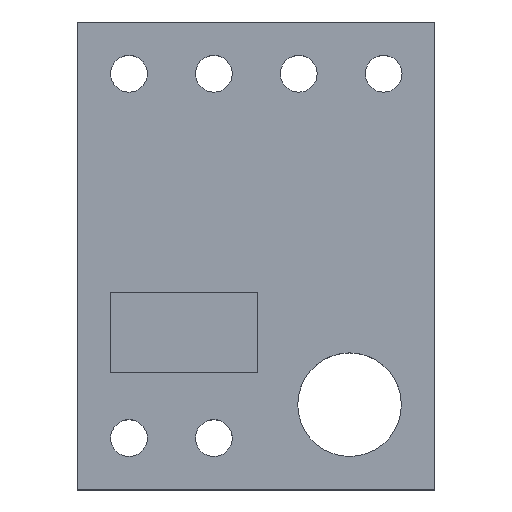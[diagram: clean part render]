
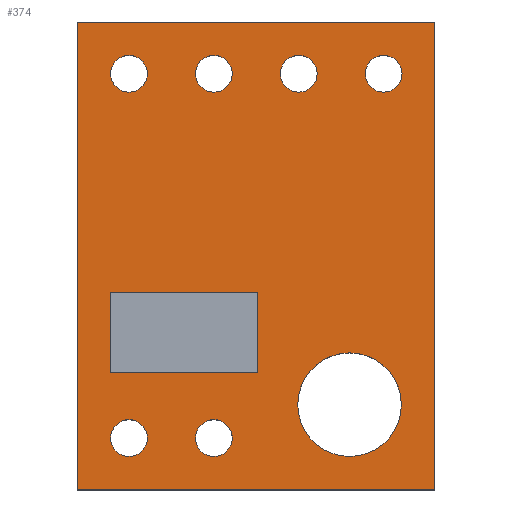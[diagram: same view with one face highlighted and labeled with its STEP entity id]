
A CAD part, top view. The second image highlights one B-rep face of the part: STEP entity #374.
In plain terms, the highlighted planar face has unit normal (0, 0, 1).
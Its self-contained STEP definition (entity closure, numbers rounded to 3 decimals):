
#14=FACE_BOUND('',#75,.T.);
#15=FACE_BOUND('',#76,.T.);
#16=FACE_BOUND('',#77,.T.);
#17=FACE_BOUND('',#78,.T.);
#18=FACE_BOUND('',#79,.T.);
#19=FACE_BOUND('',#80,.T.);
#20=FACE_BOUND('',#81,.T.);
#21=FACE_BOUND('',#82,.T.);
#38=PLANE('',#429);
#56=FACE_OUTER_BOUND('',#74,.T.);
#74=EDGE_LOOP('',(#306,#307,#308,#309));
#75=EDGE_LOOP('',(#310));
#76=EDGE_LOOP('',(#311));
#77=EDGE_LOOP('',(#312));
#78=EDGE_LOOP('',(#313));
#79=EDGE_LOOP('',(#314));
#80=EDGE_LOOP('',(#315));
#81=EDGE_LOOP('',(#316));
#82=EDGE_LOOP('',(#317,#318,#319,#320));
#98=LINE('',#574,#129);
#102=LINE('',#582,#133);
#105=LINE('',#588,#136);
#108=LINE('',#593,#139);
#110=LINE('',#599,#141);
#114=LINE('',#607,#145);
#117=LINE('',#613,#148);
#120=LINE('',#618,#151);
#129=VECTOR('',#484,10.);
#133=VECTOR('',#490,10.);
#136=VECTOR('',#495,10.);
#139=VECTOR('',#500,10.);
#141=VECTOR('',#506,10.);
#145=VECTOR('',#512,10.);
#148=VECTOR('',#517,10.);
#151=VECTOR('',#522,10.);
#153=CIRCLE('',#400,0.55);
#155=CIRCLE('',#403,0.55);
#157=CIRCLE('',#406,0.55);
#159=CIRCLE('',#409,0.55);
#161=CIRCLE('',#412,0.55);
#163=CIRCLE('',#415,0.55);
#165=CIRCLE('',#418,1.55);
#167=VERTEX_POINT('',#530);
#169=VERTEX_POINT('',#536);
#171=VERTEX_POINT('',#542);
#173=VERTEX_POINT('',#548);
#175=VERTEX_POINT('',#554);
#177=VERTEX_POINT('',#560);
#179=VERTEX_POINT('',#566);
#181=VERTEX_POINT('',#572);
#182=VERTEX_POINT('',#573);
#185=VERTEX_POINT('',#581);
#187=VERTEX_POINT('',#587);
#189=VERTEX_POINT('',#597);
#190=VERTEX_POINT('',#598);
#193=VERTEX_POINT('',#606);
#195=VERTEX_POINT('',#612);
#197=EDGE_CURVE('',#167,#167,#153,.T.);
#200=EDGE_CURVE('',#169,#169,#155,.T.);
#203=EDGE_CURVE('',#171,#171,#157,.T.);
#206=EDGE_CURVE('',#173,#173,#159,.T.);
#209=EDGE_CURVE('',#175,#175,#161,.T.);
#212=EDGE_CURVE('',#177,#177,#163,.T.);
#215=EDGE_CURVE('',#179,#179,#165,.T.);
#218=EDGE_CURVE('',#181,#182,#98,.T.);
#222=EDGE_CURVE('',#182,#185,#102,.T.);
#225=EDGE_CURVE('',#185,#187,#105,.T.);
#228=EDGE_CURVE('',#187,#181,#108,.T.);
#230=EDGE_CURVE('',#189,#190,#110,.T.);
#234=EDGE_CURVE('',#190,#193,#114,.T.);
#237=EDGE_CURVE('',#193,#195,#117,.T.);
#240=EDGE_CURVE('',#195,#189,#120,.T.);
#306=ORIENTED_EDGE('',*,*,#240,.T.);
#307=ORIENTED_EDGE('',*,*,#230,.T.);
#308=ORIENTED_EDGE('',*,*,#234,.T.);
#309=ORIENTED_EDGE('',*,*,#237,.T.);
#310=ORIENTED_EDGE('',*,*,#197,.T.);
#311=ORIENTED_EDGE('',*,*,#200,.T.);
#312=ORIENTED_EDGE('',*,*,#203,.T.);
#313=ORIENTED_EDGE('',*,*,#206,.T.);
#314=ORIENTED_EDGE('',*,*,#209,.T.);
#315=ORIENTED_EDGE('',*,*,#212,.T.);
#316=ORIENTED_EDGE('',*,*,#215,.T.);
#317=ORIENTED_EDGE('',*,*,#218,.T.);
#318=ORIENTED_EDGE('',*,*,#222,.T.);
#319=ORIENTED_EDGE('',*,*,#225,.T.);
#320=ORIENTED_EDGE('',*,*,#228,.T.);
#374=ADVANCED_FACE('',(#56,#14,#15,#16,#17,#18,#19,#20,#21),#38,.T.);
#400=AXIS2_PLACEMENT_3D('',#531,#435,#436);
#403=AXIS2_PLACEMENT_3D('',#537,#442,#443);
#406=AXIS2_PLACEMENT_3D('',#543,#449,#450);
#409=AXIS2_PLACEMENT_3D('',#549,#456,#457);
#412=AXIS2_PLACEMENT_3D('',#555,#463,#464);
#415=AXIS2_PLACEMENT_3D('',#561,#470,#471);
#418=AXIS2_PLACEMENT_3D('',#567,#477,#478);
#429=AXIS2_PLACEMENT_3D('',#620,#524,#525);
#435=DIRECTION('center_axis',(0.,0.,-1.));
#436=DIRECTION('ref_axis',(1.,0.,0.));
#442=DIRECTION('center_axis',(0.,0.,-1.));
#443=DIRECTION('ref_axis',(1.,0.,0.));
#449=DIRECTION('center_axis',(0.,0.,-1.));
#450=DIRECTION('ref_axis',(1.,0.,0.));
#456=DIRECTION('center_axis',(0.,0.,-1.));
#457=DIRECTION('ref_axis',(1.,0.,0.));
#463=DIRECTION('center_axis',(0.,0.,-1.));
#464=DIRECTION('ref_axis',(1.,0.,0.));
#470=DIRECTION('center_axis',(0.,0.,-1.));
#471=DIRECTION('ref_axis',(1.,0.,0.));
#477=DIRECTION('center_axis',(0.,0.,-1.));
#478=DIRECTION('ref_axis',(1.,0.,0.));
#484=DIRECTION('',(0.,-1.,0.));
#490=DIRECTION('',(-1.,0.,0.));
#495=DIRECTION('',(0.,1.,0.));
#500=DIRECTION('',(1.,0.,0.));
#506=DIRECTION('',(0.,-1.,0.));
#512=DIRECTION('',(1.,0.,0.));
#517=DIRECTION('',(0.,1.,0.));
#522=DIRECTION('',(-1.,0.,0.));
#524=DIRECTION('center_axis',(0.,0.,1.));
#525=DIRECTION('ref_axis',(1.,0.,0.));
#530=CARTESIAN_POINT('',(-0.619,6.142,0.));
#531=CARTESIAN_POINT('Origin',(-0.069,6.142,0.));
#536=CARTESIAN_POINT('',(-5.699,-4.758,0.));
#537=CARTESIAN_POINT('Origin',(-5.149,-4.758,0.));
#542=CARTESIAN_POINT('',(-3.159,6.142,0.));
#543=CARTESIAN_POINT('Origin',(-2.609,6.142,0.));
#548=CARTESIAN_POINT('',(1.921,6.142,0.));
#549=CARTESIAN_POINT('Origin',(2.471,6.142,0.));
#554=CARTESIAN_POINT('',(-3.159,-4.758,0.));
#555=CARTESIAN_POINT('Origin',(-2.609,-4.758,0.));
#560=CARTESIAN_POINT('',(-5.699,6.142,0.));
#561=CARTESIAN_POINT('Origin',(-5.149,6.142,0.));
#566=CARTESIAN_POINT('',(-0.099,-3.758,0.));
#567=CARTESIAN_POINT('Origin',(1.451,-3.758,0.));
#572=CARTESIAN_POINT('',(-1.299,-0.408,0.));
#573=CARTESIAN_POINT('',(-1.299,-2.808,0.));
#574=CARTESIAN_POINT('',(-1.299,-1.058,0.));
#581=CARTESIAN_POINT('',(-5.699,-2.808,0.));
#582=CARTESIAN_POINT('',(-3.524,-2.808,0.));
#587=CARTESIAN_POINT('',(-5.699,-0.408,0.));
#588=CARTESIAN_POINT('',(-5.699,0.142,0.));
#593=CARTESIAN_POINT('',(-1.324,-0.408,0.));
#597=CARTESIAN_POINT('',(-6.699,7.692,0.));
#598=CARTESIAN_POINT('',(-6.699,-6.308,0.));
#599=CARTESIAN_POINT('',(-6.699,7.692,0.));
#606=CARTESIAN_POINT('',(4.001,-6.308,0.));
#607=CARTESIAN_POINT('',(-6.699,-6.308,0.));
#612=CARTESIAN_POINT('',(4.001,7.692,0.));
#613=CARTESIAN_POINT('',(4.001,-6.308,0.));
#618=CARTESIAN_POINT('',(4.001,7.692,0.));
#620=CARTESIAN_POINT('Origin',(-1.349,0.692,0.));
